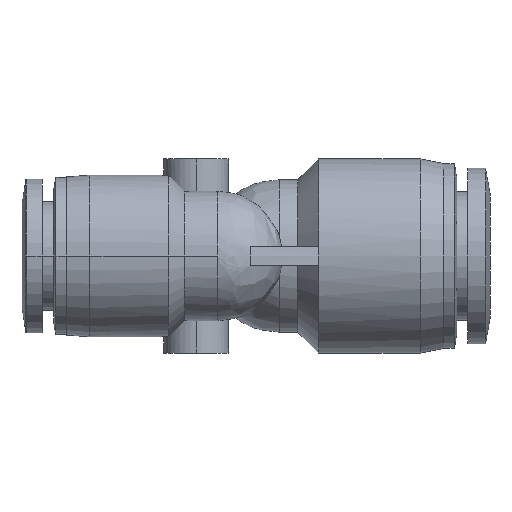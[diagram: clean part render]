
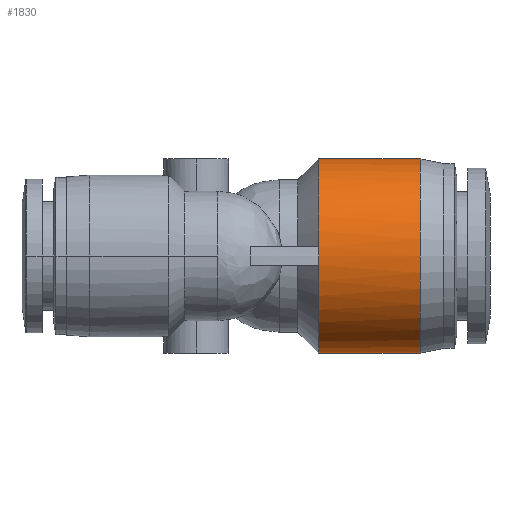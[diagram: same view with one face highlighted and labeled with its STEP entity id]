
A CAD part, left-side view. The second image highlights one B-rep face of the part: STEP entity #1830.
In plain terms, the highlighted cylindrical face has radius 10.5 mm (diameter 21 mm), a partial arc.
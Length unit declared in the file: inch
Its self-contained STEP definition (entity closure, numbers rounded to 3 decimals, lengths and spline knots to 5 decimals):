
#70 = CARTESIAN_POINT ( 'NONE',  ( 0., 0.29724, 0.41339 ) ) ;
#383 = CARTESIAN_POINT ( 'NONE',  ( -0.41401, 0.73031, 0.01319 ) ) ;
#460 = AXIS2_PLACEMENT_3D ( 'NONE', #474, #3675, #953 ) ;
#474 = CARTESIAN_POINT ( 'NONE',  ( 0., 0.29724, 0. ) ) ;
#619 = CARTESIAN_POINT ( 'NONE',  ( 0., 0.29724, -0.41339 ) ) ;
#663 = DIRECTION ( 'NONE',  ( 0., -1., 0. ) ) ;
#770 = FACE_OUTER_BOUND ( 'NONE', #5743, .T. ) ;
#782 = VERTEX_POINT ( 'NONE', #2739 ) ;
#783 = EDGE_CURVE ( 'NONE', #3002, #2863, #796, .T. ) ;
#796 = CIRCLE ( 'NONE', #3872, 0.41339 ) ;
#953 = DIRECTION ( 'NONE',  ( -1., 0., 0. ) ) ;
#955 = VERTEX_POINT ( 'NONE', #619 ) ;
#962 = LINE ( 'NONE', #4502, #3246 ) ;
#1092 = ORIENTED_EDGE ( 'NONE', *, *, #4345, .T. ) ;
#1094 = EDGE_CURVE ( 'NONE', #4851, #955, #4340, .T. ) ;
#1202 = EDGE_CURVE ( 'NONE', #955, #2863, #4268, .T. ) ;
#1242 = ORIENTED_EDGE ( 'NONE', *, *, #1202, .F. ) ;
#1301 = CARTESIAN_POINT ( 'NONE',  ( 0., 0.73031, 0.41339 ) ) ;
#1312 = DIRECTION ( 'NONE',  ( 0., 1., 0. ) ) ;
#1416 = CARTESIAN_POINT ( 'NONE',  ( 0., 0.51378, -0.41339 ) ) ;
#1633 = CYLINDRICAL_SURFACE ( 'NONE', #3935, 0.41339 ) ;
#1765 = CARTESIAN_POINT ( 'NONE',  ( -0.41151, 0.73031, -0.03937 ) ) ;
#1830 = ADVANCED_FACE ( 'NONE', ( #770 ), #1633, .T. ) ;
#2212 = DIRECTION ( 'NONE',  ( 0., 0., 1. ) ) ;
#2250 = CARTESIAN_POINT ( 'NONE',  ( -0.41151, 0.73031, -0.03937 ) ) ;
#2591 = DIRECTION ( 'NONE',  ( 0., 0., 1. ) ) ;
#2645 = DIRECTION ( 'NONE',  ( 0., -1., 0. ) ) ;
#2682 = CARTESIAN_POINT ( 'NONE',  ( 0., 0.73031, 0. ) ) ;
#2739 = CARTESIAN_POINT ( 'NONE',  ( -0.41151, 0.73031, 0.03937 ) ) ;
#2862 = AXIS2_PLACEMENT_3D ( 'NONE', #3397, #663, #3854 ) ;
#2863 = VERTEX_POINT ( 'NONE', #4447 ) ;
#2989 = VERTEX_POINT ( 'NONE', #1301 ) ;
#3002 = VERTEX_POINT ( 'NONE', #1765 ) ;
#3023 = EDGE_CURVE ( 'NONE', #782, #3002, #5521, .T. ) ;
#3031 = CARTESIAN_POINT ( 'NONE',  ( 0., 0.51378, 0. ) ) ;
#3089 = DIRECTION ( 'NONE',  ( 0., 1., 0. ) ) ;
#3189 = ORIENTED_EDGE ( 'NONE', *, *, #4016, .T. ) ;
#3246 = VECTOR ( 'NONE', #1312, 39.37008 ) ;
#3397 = CARTESIAN_POINT ( 'NONE',  ( 0., 0.73031, 0. ) ) ;
#3675 = DIRECTION ( 'NONE',  ( 0., -1., 0. ) ) ;
#3854 = DIRECTION ( 'NONE',  ( 0., 0., 1. ) ) ;
#3872 = AXIS2_PLACEMENT_3D ( 'NONE', #2682, #2645, #2591 ) ;
#3935 = AXIS2_PLACEMENT_3D ( 'NONE', #3031, #3089, #2212 ) ;
#4016 = EDGE_CURVE ( 'NONE', #4851, #2989, #962, .T. ) ;
#4061 = ORIENTED_EDGE ( 'NONE', *, *, #1094, .F. ) ;
#4148 = ORIENTED_EDGE ( 'NONE', *, *, #3023, .T. ) ;
#4194 = VECTOR ( 'NONE', #5579, 39.37008 ) ;
#4268 = LINE ( 'NONE', #1416, #4194 ) ;
#4340 = CIRCLE ( 'NONE', #460, 0.41339 ) ;
#4345 = EDGE_CURVE ( 'NONE', #2989, #782, #4538, .T. ) ;
#4447 = CARTESIAN_POINT ( 'NONE',  ( 0., 0.73031, -0.41339 ) ) ;
#4502 = CARTESIAN_POINT ( 'NONE',  ( 0., 0.51378, 0.41339 ) ) ;
#4510 = CARTESIAN_POINT ( 'NONE',  ( -0.41151, 0.73031, 0.03937 ) ) ;
#4538 = CIRCLE ( 'NONE', #2862, 0.41339 ) ;
#4851 = VERTEX_POINT ( 'NONE', #70 ) ;
#5001 = CARTESIAN_POINT ( 'NONE',  ( -0.41401, 0.73031, -0.01319 ) ) ;
#5015 = ORIENTED_EDGE ( 'NONE', *, *, #783, .T. ) ;
#5521 = B_SPLINE_CURVE_WITH_KNOTS ( 'NONE', 3,
 ( #4510, #383, #5001, #2250 ),
 .UNSPECIFIED., .F., .F.,
 ( 4, 4 ),
 ( 0., 0.002 ),
 .UNSPECIFIED. ) ;
#5579 = DIRECTION ( 'NONE',  ( 0., 1., 0. ) ) ;
#5743 = EDGE_LOOP ( 'NONE', ( #1242, #4061, #3189, #1092, #4148, #5015 ) ) ;
